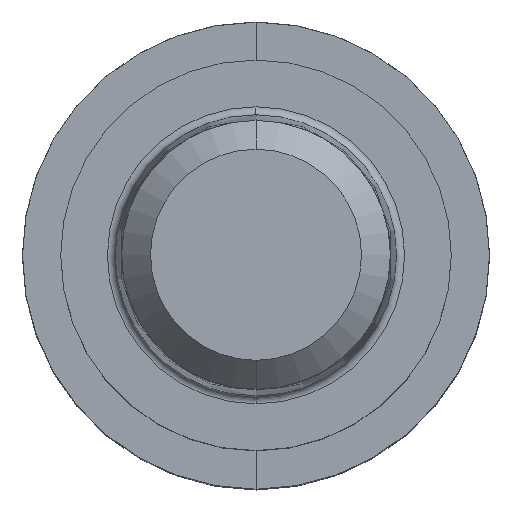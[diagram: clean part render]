
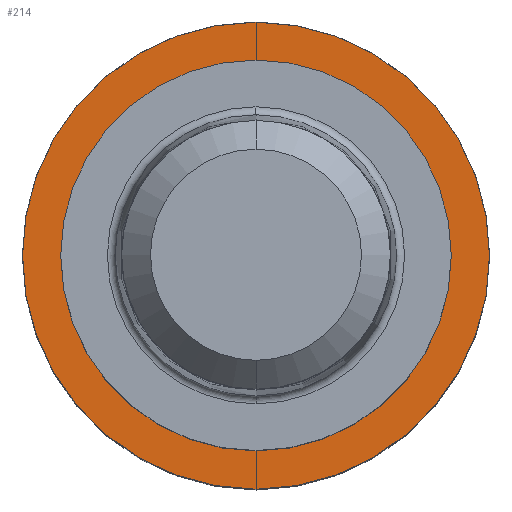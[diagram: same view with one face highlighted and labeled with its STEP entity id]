
A CAD part, top view. The second image highlights one B-rep face of the part: STEP entity #214.
In plain terms, the highlighted planar face has unit normal (0, 0, 1).
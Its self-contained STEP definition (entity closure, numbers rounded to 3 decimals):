
#184=EDGE_CURVE('',#380,#330,#474,.T.);
#214=ADVANCED_FACE('',(#507,#508),#509,.T.);
#258=VERTEX_POINT('',#561);
#274=VERTEX_POINT('',#577);
#322=EDGE_CURVE('',#330,#380,#630,.T.);
#330=VERTEX_POINT('',#639);
#380=VERTEX_POINT('',#699);
#400=EDGE_CURVE('',#258,#274,#719,.T.);
#404=EDGE_CURVE('',#274,#258,#723,.T.);
#474=CIRCLE('',#798,5.85);
#507=FACE_OUTER_BOUND('',#838,.T.);
#508=FACE_BOUND('',#839,.T.);
#509=PLANE('',#840);
#561=CARTESIAN_POINT('',(0.,-6.995,-5.99));
#577=CARTESIAN_POINT('',(0.0,6.995,-5.99));
#630=CIRCLE('',#999,5.85);
#639=CARTESIAN_POINT('',(0.0,5.85,-5.99));
#699=CARTESIAN_POINT('',(0.,-5.85,-5.99));
#719=CIRCLE('',#1111,6.995);
#723=CIRCLE('',#1117,6.995);
#798=AXIS2_PLACEMENT_3D('',#1178,#1179,#1180);
#838=EDGE_LOOP('',(#1217,#1218));
#839=EDGE_LOOP('',(#1219,#1220));
#840=AXIS2_PLACEMENT_3D('',#1221,#1222,#1223);
#999=AXIS2_PLACEMENT_3D('',#1381,#1382,#1383);
#1111=AXIS2_PLACEMENT_3D('',#1498,#1499,#1500);
#1117=AXIS2_PLACEMENT_3D('',#1504,#1505,#1506);
#1178=CARTESIAN_POINT('',(0.0,0.0,-5.99));
#1179=DIRECTION('',(0.0,0.0,-1.0));
#1180=DIRECTION('',(0.0,1.0,0.0));
#1217=ORIENTED_EDGE('',*,*,#404,.F.);
#1218=ORIENTED_EDGE('',*,*,#400,.F.);
#1219=ORIENTED_EDGE('',*,*,#322,.T.);
#1220=ORIENTED_EDGE('',*,*,#184,.T.);
#1221=CARTESIAN_POINT('',(0.0,6.422,-5.99));
#1222=DIRECTION('',(-0.0,0.0,1.0));
#1223=DIRECTION('',(0.0,-1.0,0.0));
#1381=CARTESIAN_POINT('',(0.0,0.0,-5.99));
#1382=DIRECTION('',(0.0,0.0,-1.0));
#1383=DIRECTION('',(0.0,1.0,0.0));
#1498=CARTESIAN_POINT('',(0.0,0.0,-5.99));
#1499=DIRECTION('',(0.0,0.0,-1.0));
#1500=DIRECTION('',(0.0,1.0,0.0));
#1504=CARTESIAN_POINT('',(0.0,0.0,-5.99));
#1505=DIRECTION('',(0.0,0.0,-1.0));
#1506=DIRECTION('',(0.0,1.0,0.0));
